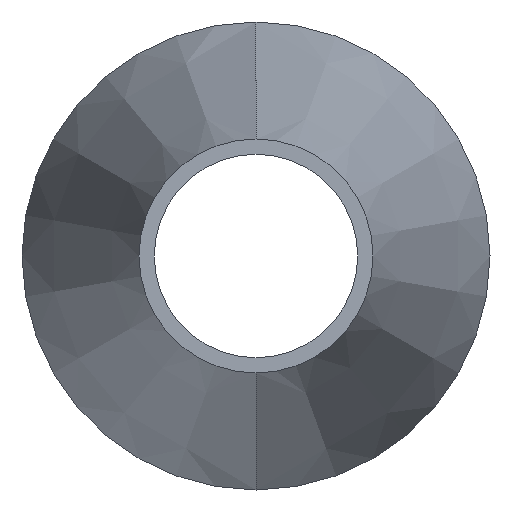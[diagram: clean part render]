
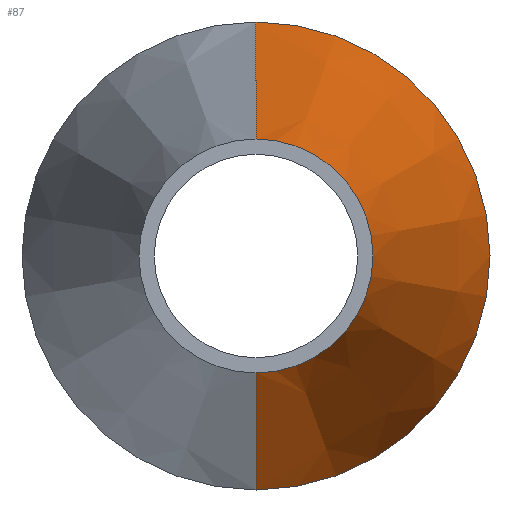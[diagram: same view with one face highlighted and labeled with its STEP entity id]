
A CAD part, front view. The second image highlights one B-rep face of the part: STEP entity #87.
In plain terms, the highlighted conical face has half-angle 14.252 degrees and reference radius 12.7 mm.
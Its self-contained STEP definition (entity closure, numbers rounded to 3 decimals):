
#9 = DIRECTION ( 'NONE',  ( 0., 0.969, 0.246 ) ) ;
#15 = EDGE_CURVE ( 'NONE', #182, #159, #296, .T. ) ;
#32 = CARTESIAN_POINT ( 'NONE',  ( 0., 50., 25.4 ) ) ;
#39 = DIRECTION ( 'NONE',  ( 0., -1., 0. ) ) ;
#42 = DIRECTION ( 'NONE',  ( 0., 0., -1. ) ) ;
#43 = AXIS2_PLACEMENT_3D ( 'NONE', #76, #39, #42 ) ;
#48 = EDGE_CURVE ( 'NONE', #139, #159, #325, .T. ) ;
#66 = DIRECTION ( 'NONE',  ( 0., 1., 0. ) ) ;
#76 = CARTESIAN_POINT ( 'NONE',  ( 0., 0., 0. ) ) ;
#87 = ADVANCED_FACE ( 'NONE', ( #175 ), #321, .T. ) ;
#112 = CARTESIAN_POINT ( 'NONE',  ( 0., 0., 12.7 ) ) ;
#131 = VECTOR ( 'NONE', #379, 1000. ) ;
#134 = ORIENTED_EDGE ( 'NONE', *, *, #240, .F. ) ;
#139 = VERTEX_POINT ( 'NONE', #32 ) ;
#159 = VERTEX_POINT ( 'NONE', #170 ) ;
#165 = EDGE_LOOP ( 'NONE', ( #263, #189, #384, #134 ) ) ;
#170 = CARTESIAN_POINT ( 'NONE',  ( 0., 50., -25.4 ) ) ;
#175 = FACE_OUTER_BOUND ( 'NONE', #165, .T. ) ;
#182 = VERTEX_POINT ( 'NONE', #388 ) ;
#189 = ORIENTED_EDGE ( 'NONE', *, *, #15, .T. ) ;
#194 = AXIS2_PLACEMENT_3D ( 'NONE', #258, #343, #411 ) ;
#205 = AXIS2_PLACEMENT_3D ( 'NONE', #380, #66, #323 ) ;
#210 = VECTOR ( 'NONE', #9, 1000. ) ;
#224 = LINE ( 'NONE', #112, #210 ) ;
#240 = EDGE_CURVE ( 'NONE', #270, #139, #224, .T. ) ;
#258 = CARTESIAN_POINT ( 'NONE',  ( 0., 50., 0. ) ) ;
#263 = ORIENTED_EDGE ( 'NONE', *, *, #264, .F. ) ;
#264 = EDGE_CURVE ( 'NONE', #182, #270, #299, .T. ) ;
#270 = VERTEX_POINT ( 'NONE', #399 ) ;
#296 = LINE ( 'NONE', #348, #131 ) ;
#299 = CIRCLE ( 'NONE', #43, 12.7 ) ;
#321 = CONICAL_SURFACE ( 'NONE', #205, 12.7, 0.249 ) ;
#323 = DIRECTION ( 'NONE',  ( 0., 0., 1. ) ) ;
#325 = CIRCLE ( 'NONE', #194, 25.4 ) ;
#343 = DIRECTION ( 'NONE',  ( 0., 1., 0. ) ) ;
#348 = CARTESIAN_POINT ( 'NONE',  ( 0., 0., -12.7 ) ) ;
#379 = DIRECTION ( 'NONE',  ( 0., 0.969, -0.246 ) ) ;
#380 = CARTESIAN_POINT ( 'NONE',  ( 0., 0., 0. ) ) ;
#384 = ORIENTED_EDGE ( 'NONE', *, *, #48, .F. ) ;
#388 = CARTESIAN_POINT ( 'NONE',  ( 0., 0., -12.7 ) ) ;
#399 = CARTESIAN_POINT ( 'NONE',  ( 0., 0., 12.7 ) ) ;
#411 = DIRECTION ( 'NONE',  ( 0., 0., 1. ) ) ;
